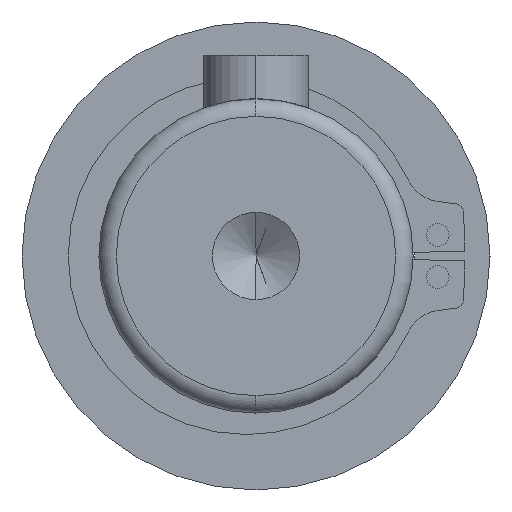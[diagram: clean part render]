
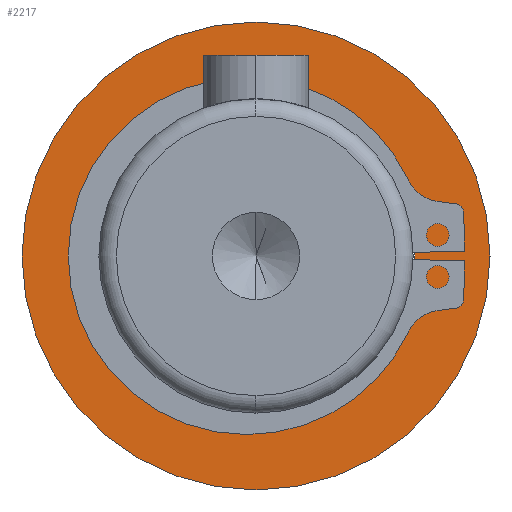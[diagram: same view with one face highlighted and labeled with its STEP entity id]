
A CAD part, left-side view. The second image highlights one B-rep face of the part: STEP entity #2217.
In plain terms, the highlighted planar face has unit normal (-1, 0, 0).
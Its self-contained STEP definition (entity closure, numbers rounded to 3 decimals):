
#135 = EDGE_CURVE ( 'NONE', #1897, #1076, #2860, .T. ) ;
#170 = DIRECTION ( 'NONE',  ( 0., 0., 1. ) ) ;
#425 = VERTEX_POINT ( 'NONE', #2319 ) ;
#436 = AXIS2_PLACEMENT_3D ( 'NONE', #3239, #3868, #2843 ) ;
#437 = AXIS2_PLACEMENT_3D ( 'NONE', #972, #1319, #3611 ) ;
#516 = CIRCLE ( 'NONE', #1202, 9.1 ) ;
#637 = DIRECTION ( 'NONE',  ( -1., 0., 0. ) ) ;
#763 = EDGE_CURVE ( 'NONE', #425, #822, #1813, .T. ) ;
#783 = CARTESIAN_POINT ( 'NONE',  ( 9.761, 0., 0. ) ) ;
#822 = VERTEX_POINT ( 'NONE', #1033 ) ;
#972 = CARTESIAN_POINT ( 'NONE',  ( 9.761, 0., 0. ) ) ;
#1033 = CARTESIAN_POINT ( 'NONE',  ( 9.761, 0., 13.4 ) ) ;
#1076 = VERTEX_POINT ( 'NONE', #2481 ) ;
#1174 = EDGE_LOOP ( 'NONE', ( #3938, #3044 ) ) ;
#1202 = AXIS2_PLACEMENT_3D ( 'NONE', #3863, #1873, #170 ) ;
#1296 = CARTESIAN_POINT ( 'NONE',  ( 9.761, 0., 9.1 ) ) ;
#1319 = DIRECTION ( 'NONE',  ( -1., 0., 0. ) ) ;
#1362 = PLANE ( 'NONE',  #4240 ) ;
#1535 = AXIS2_PLACEMENT_3D ( 'NONE', #3372, #637, #1682 ) ;
#1544 = EDGE_CURVE ( 'NONE', #822, #425, #3771, .T. ) ;
#1682 = DIRECTION ( 'NONE',  ( 0., 0., 1. ) ) ;
#1813 = CIRCLE ( 'NONE', #1535, 13.4 ) ;
#1873 = DIRECTION ( 'NONE',  ( -1., 0., 0. ) ) ;
#1897 = VERTEX_POINT ( 'NONE', #1296 ) ;
#2072 = EDGE_LOOP ( 'NONE', ( #2502, #4004 ) ) ;
#2217 = ADVANCED_FACE ( 'NONE', ( #3026, #2336 ), #1362, .T. ) ;
#2319 = CARTESIAN_POINT ( 'NONE',  ( 9.761, 0., -13.4 ) ) ;
#2336 = FACE_OUTER_BOUND ( 'NONE', #1174, .T. ) ;
#2447 = DIRECTION ( 'NONE',  ( 0., 0., 1. ) ) ;
#2481 = CARTESIAN_POINT ( 'NONE',  ( 9.761, 0., -9.1 ) ) ;
#2502 = ORIENTED_EDGE ( 'NONE', *, *, #135, .F. ) ;
#2662 = EDGE_CURVE ( 'NONE', #1076, #1897, #516, .T. ) ;
#2843 = DIRECTION ( 'NONE',  ( 0., 0., 1. ) ) ;
#2860 = CIRCLE ( 'NONE', #436, 9.1 ) ;
#3026 = FACE_BOUND ( 'NONE', #2072, .T. ) ;
#3044 = ORIENTED_EDGE ( 'NONE', *, *, #763, .T. ) ;
#3131 = DIRECTION ( 'NONE',  ( -1., 0., 0. ) ) ;
#3239 = CARTESIAN_POINT ( 'NONE',  ( 9.761, 0., 0. ) ) ;
#3372 = CARTESIAN_POINT ( 'NONE',  ( 9.761, 0., 0. ) ) ;
#3611 = DIRECTION ( 'NONE',  ( 0., 0., 1. ) ) ;
#3771 = CIRCLE ( 'NONE', #437, 13.4 ) ;
#3863 = CARTESIAN_POINT ( 'NONE',  ( 9.761, 0., 0. ) ) ;
#3868 = DIRECTION ( 'NONE',  ( -1., 0., 0. ) ) ;
#3938 = ORIENTED_EDGE ( 'NONE', *, *, #1544, .T. ) ;
#4004 = ORIENTED_EDGE ( 'NONE', *, *, #2662, .F. ) ;
#4240 = AXIS2_PLACEMENT_3D ( 'NONE', #783, #3131, #2447 ) ;
